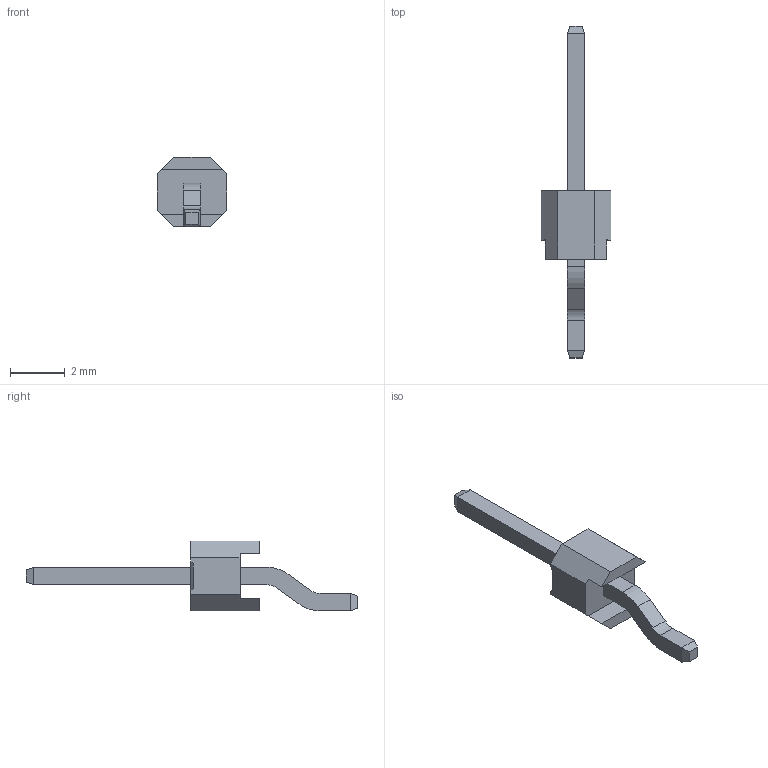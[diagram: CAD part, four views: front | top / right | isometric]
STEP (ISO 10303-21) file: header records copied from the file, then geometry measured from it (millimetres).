
FILE_DESCRIPTION(('STEP AP214'), '1');
FILE_NAME('DS1025 (PLS-T CONNFLY)', '2019-06-30T13:23:02', ('Che'), (''), 'ASCON STEP Converter 1.3', 'ASCON Math Kernel', '');
FILE_SCHEMA(('AUTOMOTIVE_DESIGN { 1 0 10303 214 3 1 1}'));
Length unit declared in the file: millimetre
Bounding box: 2.54 x 12.1 x 2.54 mm (x, y, z)
Volume: 15.7 mm3; surface area: 60.4 mm2
Topology: 1 solids, 1 shells, 48 faces, 124 edges, 80 vertices
Faces by surface type: plane 44, cylinder 4
Entity records: 1860 total; most frequent: CARTESIAN_POINT 253, ORIENTED_EDGE 248, DIRECTION 230, EDGE_CURVE 124, LINE 116, VECTOR 116, VERTEX_POINT 80, AXIS2_PLACEMENT_3D 57
